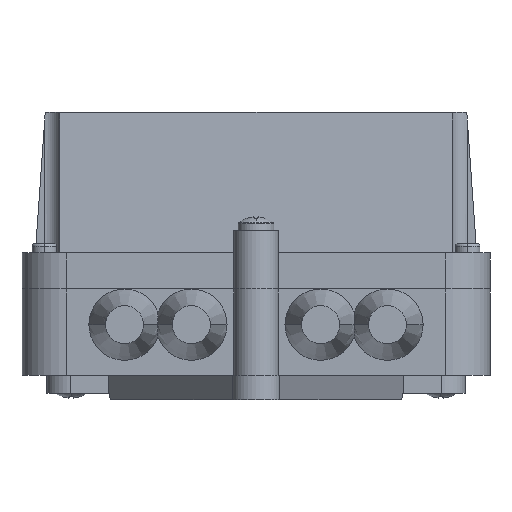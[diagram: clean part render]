
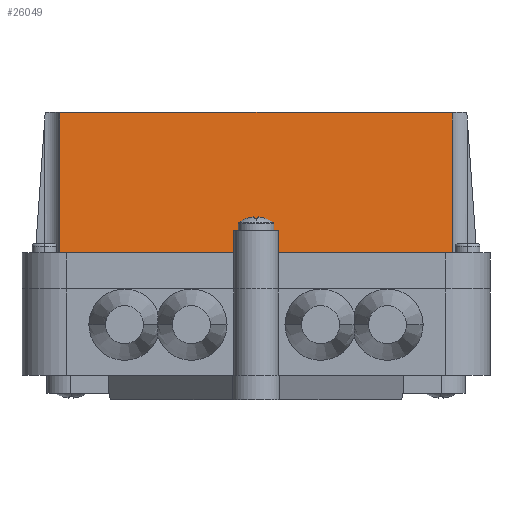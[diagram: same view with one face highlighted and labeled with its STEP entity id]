
A CAD part, front view. The second image highlights one B-rep face of the part: STEP entity #26049.
In plain terms, the highlighted face is planar.
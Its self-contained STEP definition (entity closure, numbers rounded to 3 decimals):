
#12702 =( BOUNDED_CURVE ( )  B_SPLINE_CURVE ( 3, ( #33269, #33276, #33277, #33278 ),
 .UNSPECIFIED., .F., .T. ) 
 B_SPLINE_CURVE_WITH_KNOTS ( ( 4, 4 ),
 ( 4.712, 4.77 ),
 .UNSPECIFIED. ) 
 CURVE ( )  GEOMETRIC_REPRESENTATION_ITEM ( )  RATIONAL_B_SPLINE_CURVE ( ( 1., 1., 1., 1. ) ) 
 REPRESENTATION_ITEM ( '' )  );
#17904 = AXIS2_PLACEMENT_3D ( 'NONE', #19821, #19851, #19852 ) ;
#18957 = FACE_OUTER_BOUND ( 'NONE', #30346, .T. ) ;
#19821 = CARTESIAN_POINT ( 'NONE',  ( -49.5, 27.5, 54.5 ) ) ;
#19839 = PLANE ( 'NONE',  #17904 ) ;
#19851 = DIRECTION ( 'NONE',  ( 0., 0.07, 0.998 ) ) ;
#19852 = DIRECTION ( 'NONE',  ( 0., -0.998, 0.07 ) ) ;
#23862 =( BOUNDED_CURVE ( )  B_SPLINE_CURVE ( 3, ( #33275, #33282, #33283, #33284 ),
 .UNSPECIFIED., .F., .T. ) 
 B_SPLINE_CURVE_WITH_KNOTS ( ( 4, 4 ),
 ( 1.513, 1.571 ),
 .UNSPECIFIED. ) 
 CURVE ( )  GEOMETRIC_REPRESENTATION_ITEM ( )  RATIONAL_B_SPLINE_CURVE ( ( 1., 1., 1., 1. ) ) 
 REPRESENTATION_ITEM ( '' )  );
#26049 = ADVANCED_FACE ( 'NONE', ( #18957 ), #19839, .T. ) ;
#29824 = CARTESIAN_POINT ( 'NONE',  ( -5., 27.5, 54.5 ) ) ;
#29825 = CARTESIAN_POINT ( 'NONE',  ( -44., 27.5, 54.5 ) ) ;
#29840 = CARTESIAN_POINT ( 'NONE',  ( 44., 27.5, 54.5 ) ) ;
#29841 = CARTESIAN_POINT ( 'NONE',  ( 5., 27.5, 54.5 ) ) ;
#29843 = CARTESIAN_POINT ( 'NONE',  ( 44., 56.101, 52.5 ) ) ;
#29844 = CARTESIAN_POINT ( 'NONE',  ( 44.006, 59., 52.297 ) ) ;
#29845 = CARTESIAN_POINT ( 'NONE',  ( -44.006, 59., 52.297 ) ) ;
#29846 = CARTESIAN_POINT ( 'NONE',  ( -44., 56.101, 52.5 ) ) ;
#29847 = CARTESIAN_POINT ( 'NONE',  ( -5., 32.5, 54.15 ) ) ;
#29848 = CARTESIAN_POINT ( 'NONE',  ( 5., 32.5, 54.15 ) ) ;
#30346 = EDGE_LOOP ( 'NONE', ( #34740, #34741, #34743, #34745, #34747, #34748, #34750, #34752, #34753, #34755 ) ) ;
#31462 = VERTEX_POINT ( 'NONE', #29824 ) ;
#31463 = VERTEX_POINT ( 'NONE', #29825 ) ;
#31478 = VERTEX_POINT ( 'NONE', #29840 ) ;
#31479 = VERTEX_POINT ( 'NONE', #29841 ) ;
#31481 = VERTEX_POINT ( 'NONE', #29843 ) ;
#31482 = VERTEX_POINT ( 'NONE', #29844 ) ;
#31483 = VERTEX_POINT ( 'NONE', #29845 ) ;
#31484 = VERTEX_POINT ( 'NONE', #29846 ) ;
#31485 = VERTEX_POINT ( 'NONE', #29847 ) ;
#31486 = VERTEX_POINT ( 'NONE', #29848 ) ;
#33216 = CARTESIAN_POINT ( 'NONE',  ( -49.5, 27.5, 54.5 ) ) ;
#33228 = DIRECTION ( 'NONE',  ( 1., 0., 0. ) ) ;
#33261 = CARTESIAN_POINT ( 'NONE',  ( -49.5, 27.5, 54.5 ) ) ;
#33264 = DIRECTION ( 'NONE',  ( 1., 0., 0. ) ) ;
#33267 = CARTESIAN_POINT ( 'NONE',  ( -44., 27.5, 54.5 ) ) ;
#33269 = CARTESIAN_POINT ( 'NONE',  ( 44., 56.101, 52.5 ) ) ;
#33270 = CARTESIAN_POINT ( 'NONE',  ( 49.5, 59., 52.297 ) ) ;
#33271 = DIRECTION ( 'NONE',  ( 1., 0., 0. ) ) ;
#33272 = DIRECTION ( 'NONE',  ( 0., -0.998, 0.07 ) ) ;
#33273 = CARTESIAN_POINT ( 'NONE',  ( 5., 27.5, 54.5 ) ) ;
#33274 = DIRECTION ( 'NONE',  ( 0., 0.998, -0.07 ) ) ;
#33275 = CARTESIAN_POINT ( 'NONE',  ( -44.006, 59., 52.297 ) ) ;
#33276 = CARTESIAN_POINT ( 'NONE',  ( 44., 57.068, 52.432 ) ) ;
#33277 = CARTESIAN_POINT ( 'NONE',  ( 44.002, 58.035, 52.365 ) ) ;
#33278 = CARTESIAN_POINT ( 'NONE',  ( 44.006, 59., 52.297 ) ) ;
#33279 = CARTESIAN_POINT ( 'NONE',  ( 44., 27.5, 54.5 ) ) ;
#33280 = DIRECTION ( 'NONE',  ( 0., 0.998, -0.07 ) ) ;
#33281 = CARTESIAN_POINT ( 'NONE',  ( -49.5, 32.5, 54.15 ) ) ;
#33282 = CARTESIAN_POINT ( 'NONE',  ( -44.002, 58.035, 52.365 ) ) ;
#33283 = CARTESIAN_POINT ( 'NONE',  ( -44., 57.068, 52.432 ) ) ;
#33284 = CARTESIAN_POINT ( 'NONE',  ( -44., 56.101, 52.5 ) ) ;
#33286 = CARTESIAN_POINT ( 'NONE',  ( -5., 27.5, 54.5 ) ) ;
#33287 = DIRECTION ( 'NONE',  ( 0., -0.998, 0.07 ) ) ;
#33290 = DIRECTION ( 'NONE',  ( 1., 0., 0. ) ) ;
#34234 = LINE ( 'NONE', #33216, #34238 ) ;
#34238 = VECTOR ( 'NONE', #33228, 1000. ) ;
#34260 = LINE ( 'NONE', #33267, #34274 ) ;
#34264 = LINE ( 'NONE', #33261, #34267 ) ;
#34267 = VECTOR ( 'NONE', #33264, 1000. ) ;
#34268 = LINE ( 'NONE', #33279, #34279 ) ;
#34272 = LINE ( 'NONE', #33270, #34273 ) ;
#34273 = VECTOR ( 'NONE', #33271, 1000. ) ;
#34274 = VECTOR ( 'NONE', #33272, 1000. ) ;
#34275 = LINE ( 'NONE', #33286, #34281 ) ;
#34276 = LINE ( 'NONE', #33273, #34277 ) ;
#34277 = VECTOR ( 'NONE', #33274, 1000. ) ;
#34279 = VECTOR ( 'NONE', #33280, 1000. ) ;
#34280 = VECTOR ( 'NONE', #33290, 1000. ) ;
#34281 = VECTOR ( 'NONE', #33287, 1000. ) ;
#34283 = LINE ( 'NONE', #33281, #34280 ) ;
#34740 = ORIENTED_EDGE ( 'NONE', *, *, #36764, .T. ) ;
#34741 = ORIENTED_EDGE ( 'NONE', *, *, #36763, .T. ) ;
#34743 = ORIENTED_EDGE ( 'NONE', *, *, #36760, .F. ) ;
#34745 = ORIENTED_EDGE ( 'NONE', *, *, #36765, .T. ) ;
#34747 = ORIENTED_EDGE ( 'NONE', *, *, #36761, .T. ) ;
#34748 = ORIENTED_EDGE ( 'NONE', *, *, #36741, .T. ) ;
#34750 = ORIENTED_EDGE ( 'NONE', *, *, #36766, .F. ) ;
#34752 = ORIENTED_EDGE ( 'NONE', *, *, #36768, .T. ) ;
#34753 = ORIENTED_EDGE ( 'NONE', *, *, #36762, .F. ) ;
#34755 = ORIENTED_EDGE ( 'NONE', *, *, #36757, .T. ) ;
#36741 = EDGE_CURVE ( 'NONE', #31463, #31462, #34234, .T. ) ;
#36757 = EDGE_CURVE ( 'NONE', #31479, #31478, #34264, .T. ) ;
#36760 = EDGE_CURVE ( 'NONE', #31483, #31482, #34272, .T. ) ;
#36761 = EDGE_CURVE ( 'NONE', #31484, #31463, #34260, .T. ) ;
#36762 = EDGE_CURVE ( 'NONE', #31479, #31486, #34276, .T. ) ;
#36763 = EDGE_CURVE ( 'NONE', #31481, #31482, #12702, .T. ) ;
#36764 = EDGE_CURVE ( 'NONE', #31478, #31481, #34268, .T. ) ;
#36765 = EDGE_CURVE ( 'NONE', #31483, #31484, #23862, .T. ) ;
#36766 = EDGE_CURVE ( 'NONE', #31485, #31462, #34275, .T. ) ;
#36768 = EDGE_CURVE ( 'NONE', #31485, #31486, #34283, .T. ) ;
